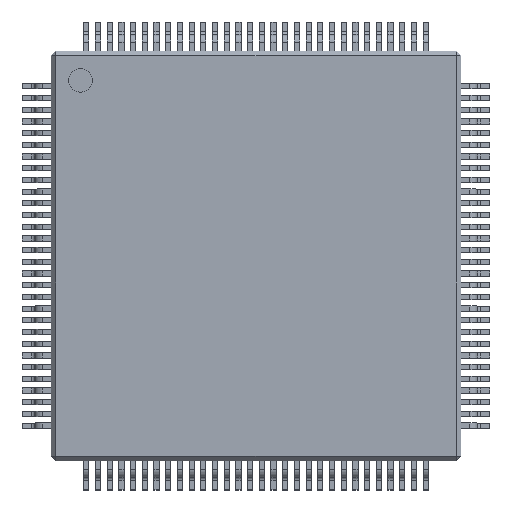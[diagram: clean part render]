
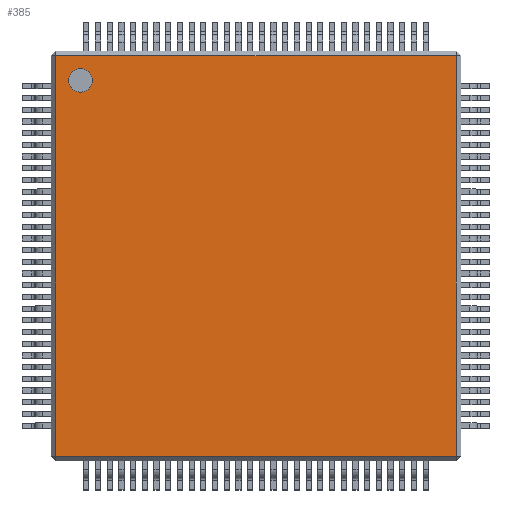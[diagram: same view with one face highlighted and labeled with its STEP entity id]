
A CAD part, top view. The second image highlights one B-rep face of the part: STEP entity #385.
In plain terms, the highlighted planar face has unit normal (0, 0, 1).
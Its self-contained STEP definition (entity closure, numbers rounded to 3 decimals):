
#13=DIRECTION('',(0.,0.,1.));
#14=DIRECTION('',(1.,0.,0.));
#184=VECTOR('',#185,1.);
#185=DIRECTION('',(0.,1.,0.));
#258=VERTEX_POINT('',#259);
#259=CARTESIAN_POINT('',(-6.85,-6.85,1.));
#267=VERTEX_POINT('',#268);
#268=CARTESIAN_POINT('',(-6.85,6.85,1.));
#273=ORIENTED_EDGE('',*,*,#274,.F.);
#274=EDGE_CURVE('',#258,#267,#275,.T.);
#275=LINE('',#276,#184);
#276=CARTESIAN_POINT('',(-6.85,-7.,1.));
#342=VECTOR('',#14,1.);
#385=ADVANCED_FACE('',(#386,#404),#413,.T.);
#386=FACE_BOUND('',#387,.T.);
#387=EDGE_LOOP('',(#273,#388,#394,#400));
#388=ORIENTED_EDGE('',*,*,#389,.T.);
#389=EDGE_CURVE('',#258,#390,#392,.T.);
#390=VERTEX_POINT('',#391);
#391=CARTESIAN_POINT('',(6.85,-6.85,1.));
#392=LINE('',#393,#342);
#393=CARTESIAN_POINT('',(-7.,-6.85,1.));
#394=ORIENTED_EDGE('',*,*,#395,.T.);
#395=EDGE_CURVE('',#390,#396,#398,.T.);
#396=VERTEX_POINT('',#397);
#397=CARTESIAN_POINT('',(6.85,6.85,1.));
#398=LINE('',#399,#184);
#399=CARTESIAN_POINT('',(6.85,-7.,1.));
#400=ORIENTED_EDGE('',*,*,#401,.F.);
#401=EDGE_CURVE('',#267,#396,#402,.T.);
#402=LINE('',#403,#342);
#403=CARTESIAN_POINT('',(-7.,6.85,1.));
#404=FACE_BOUND('',#405,.T.);
#405=EDGE_LOOP('',(#406));
#406=ORIENTED_EDGE('',*,*,#407,.F.);
#407=EDGE_CURVE('',#408,#408,#410,.T.);
#408=VERTEX_POINT('',#409);
#409=CARTESIAN_POINT('',(-5.6,6.,1.));
#410=CIRCLE('',#411,0.4);
#411=AXIS2_PLACEMENT_3D('',#412,#13,#14);
#412=CARTESIAN_POINT('',(-6.,6.,1.));
#413=PLANE('',#414);
#414=AXIS2_PLACEMENT_3D('',#415,#13,#14);
#415=CARTESIAN_POINT('',(-7.,-7.,1.));
